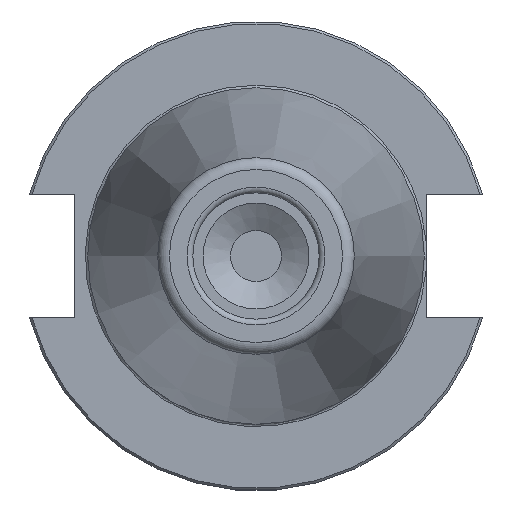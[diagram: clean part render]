
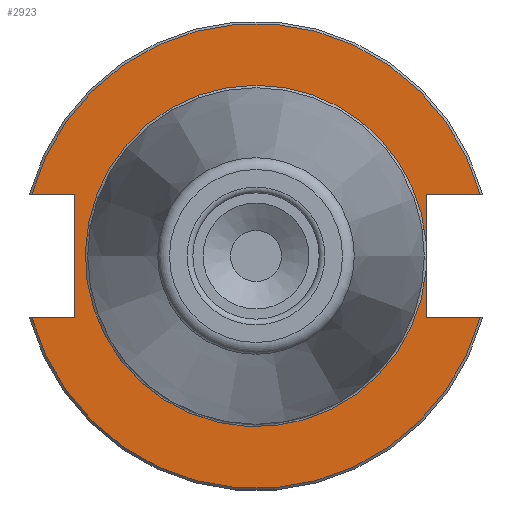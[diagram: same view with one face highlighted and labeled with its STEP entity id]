
A CAD part, left-side view. The second image highlights one B-rep face of the part: STEP entity #2923.
In plain terms, the highlighted planar face has unit normal (-1, 0, 0).
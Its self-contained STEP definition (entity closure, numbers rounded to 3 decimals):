
#209=CIRCLE('',#3206,48.25);
#210=CIRCLE('',#3207,48.25);
#211=CIRCLE('',#3208,35.429);
#212=CIRCLE('',#3209,35.429);
#351=FACE_OUTER_BOUND('',#537,.T.);
#537=EDGE_LOOP('',(#2217,#2218,#2219,#2220,#2221,#2222,#2223,#2224,#2225,
#2226,#2227));
#706=LINE('',#4580,#947);
#713=LINE('',#4624,#954);
#715=LINE('',#4628,#956);
#722=LINE('',#4687,#963);
#725=LINE('',#4697,#966);
#733=LINE('',#4782,#974);
#736=LINE('',#4786,#977);
#947=VECTOR('',#3626,10.);
#954=VECTOR('',#3635,10.);
#956=VECTOR('',#3637,10.);
#963=VECTOR('',#3646,10.);
#966=VECTOR('',#3655,10.);
#974=VECTOR('',#3665,10.);
#977=VECTOR('',#3670,10.);
#1236=VERTEX_POINT('',#4574);
#1238=VERTEX_POINT('',#4579);
#1249=VERTEX_POINT('',#4623);
#1250=VERTEX_POINT('',#4625);
#1251=VERTEX_POINT('',#4627);
#1255=VERTEX_POINT('',#4646);
#1266=VERTEX_POINT('',#4694);
#1267=VERTEX_POINT('',#4696);
#1286=VERTEX_POINT('',#4777);
#1287=VERTEX_POINT('',#4781);
#1292=VERTEX_POINT('',#4836);
#1547=EDGE_CURVE('',#1238,#1236,#706,.T.);
#1559=EDGE_CURVE('',#1249,#1238,#713,.T.);
#1561=EDGE_CURVE('',#1251,#1250,#715,.T.);
#1575=EDGE_CURVE('',#1255,#1251,#722,.T.);
#1579=EDGE_CURVE('',#1267,#1266,#725,.T.);
#1599=EDGE_CURVE('',#1287,#1286,#733,.T.);
#1602=EDGE_CURVE('',#1266,#1287,#736,.T.);
#1627=EDGE_CURVE('',#1267,#1236,#209,.T.);
#1628=EDGE_CURVE('',#1255,#1286,#210,.T.);
#1629=EDGE_CURVE('',#1250,#1292,#211,.T.);
#1630=EDGE_CURVE('',#1292,#1249,#212,.T.);
#2217=ORIENTED_EDGE('',*,*,#1559,.T.);
#2218=ORIENTED_EDGE('',*,*,#1547,.T.);
#2219=ORIENTED_EDGE('',*,*,#1627,.F.);
#2220=ORIENTED_EDGE('',*,*,#1579,.T.);
#2221=ORIENTED_EDGE('',*,*,#1602,.T.);
#2222=ORIENTED_EDGE('',*,*,#1599,.T.);
#2223=ORIENTED_EDGE('',*,*,#1628,.F.);
#2224=ORIENTED_EDGE('',*,*,#1575,.T.);
#2225=ORIENTED_EDGE('',*,*,#1561,.T.);
#2226=ORIENTED_EDGE('',*,*,#1629,.T.);
#2227=ORIENTED_EDGE('',*,*,#1630,.T.);
#2778=PLANE('',#3205);
#2923=ADVANCED_FACE('',(#351),#2778,.T.);
#3205=AXIS2_PLACEMENT_3D('',#4833,#3755,#3756);
#3206=AXIS2_PLACEMENT_3D('',#4834,#3757,#3758);
#3207=AXIS2_PLACEMENT_3D('',#4835,#3759,#3760);
#3208=AXIS2_PLACEMENT_3D('',#4837,#3761,#3762);
#3209=AXIS2_PLACEMENT_3D('',#4838,#3763,#3764);
#3626=DIRECTION('',(0.,-1.,0.));
#3635=DIRECTION('',(0.,0.,1.));
#3637=DIRECTION('',(0.,0.,1.));
#3646=DIRECTION('',(0.,1.,0.));
#3655=DIRECTION('',(0.,-1.,0.));
#3665=DIRECTION('',(0.,1.,0.));
#3670=DIRECTION('',(0.,0.,-1.));
#3755=DIRECTION('center_axis',(-1.,0.,0.));
#3756=DIRECTION('ref_axis',(0.,0.,1.));
#3757=DIRECTION('center_axis',(1.,0.,0.));
#3758=DIRECTION('ref_axis',(0.,0.,-1.));
#3759=DIRECTION('center_axis',(1.,0.,0.));
#3760=DIRECTION('ref_axis',(0.,0.,-1.));
#3761=DIRECTION('center_axis',(1.,0.,0.));
#3762=DIRECTION('ref_axis',(0.,0.,-1.));
#3763=DIRECTION('center_axis',(1.,0.,0.));
#3764=DIRECTION('ref_axis',(0.,0.,-1.));
#4574=CARTESIAN_POINT('',(1.5,-46.514,12.825));
#4579=CARTESIAN_POINT('',(1.5,-35.3,12.825));
#4580=CARTESIAN_POINT('',(1.5,6.475,12.825));
#4623=CARTESIAN_POINT('',(1.5,-35.3,3.016));
#4624=CARTESIAN_POINT('',(1.5,-35.3,-6.413));
#4625=CARTESIAN_POINT('',(1.5,-35.3,-3.016));
#4627=CARTESIAN_POINT('',(1.5,-35.3,-12.825));
#4628=CARTESIAN_POINT('',(1.5,-35.3,-6.413));
#4646=CARTESIAN_POINT('',(1.5,-46.514,-12.825));
#4687=CARTESIAN_POINT('',(1.5,-13.707,-12.825));
#4694=CARTESIAN_POINT('',(1.5,37.7,12.825));
#4696=CARTESIAN_POINT('',(1.5,46.514,12.825));
#4697=CARTESIAN_POINT('',(1.5,61.395,12.825));
#4777=CARTESIAN_POINT('',(1.5,46.514,-12.825));
#4781=CARTESIAN_POINT('',(1.5,37.7,-12.825));
#4782=CARTESIAN_POINT('',(1.5,42.975,-12.825));
#4786=CARTESIAN_POINT('',(1.5,37.7,6.413));
#4833=CARTESIAN_POINT('Origin',(1.5,48.25,0.));
#4834=CARTESIAN_POINT('Origin',(1.5,0.,0.));
#4835=CARTESIAN_POINT('Origin',(1.5,0.,0.));
#4836=CARTESIAN_POINT('',(1.5,0.,35.429));
#4837=CARTESIAN_POINT('Origin',(1.5,0.,0.));
#4838=CARTESIAN_POINT('Origin',(1.5,0.,0.));
